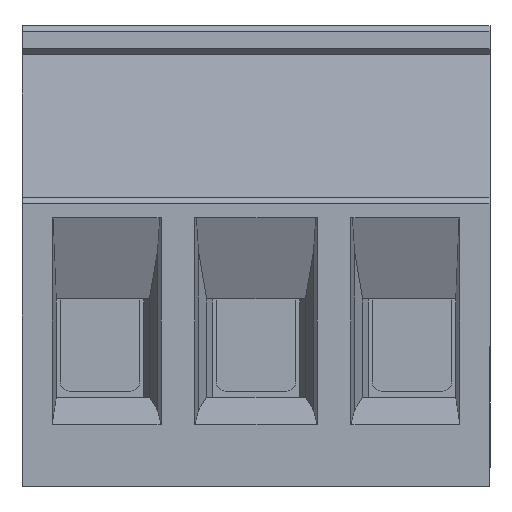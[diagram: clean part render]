
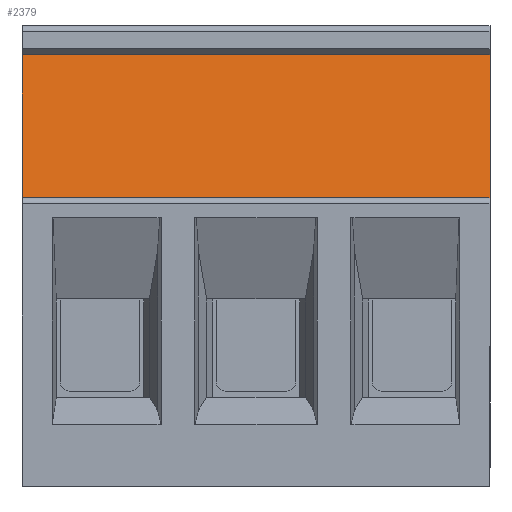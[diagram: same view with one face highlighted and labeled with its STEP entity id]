
A CAD part, front view. The second image highlights one B-rep face of the part: STEP entity #2379.
In plain terms, the highlighted planar face has unit normal (0, -0.985, 0.174).
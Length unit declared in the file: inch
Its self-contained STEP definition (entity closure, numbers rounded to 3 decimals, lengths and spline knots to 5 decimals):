
#15 = VECTOR ( 'NONE', #4778, 39.37008 ) ;
#85 = LINE ( 'NONE', #2519, #4466 ) ;
#303 = EDGE_CURVE ( 'NONE', #6330, #4451, #2801, .T. ) ;
#410 = CARTESIAN_POINT ( 'NONE',  ( 0., 0.01181, 0.37008 ) ) ;
#438 = VECTOR ( 'NONE', #830, 39.37008 ) ;
#544 = ORIENTED_EDGE ( 'NONE', *, *, #2345, .T. ) ;
#830 = DIRECTION ( 'NONE',  ( 0., 0.174, 0.985 ) ) ;
#998 = VERTEX_POINT ( 'NONE', #410 ) ;
#1014 = DIRECTION ( 'NONE',  ( 0., -0.985, 0.174 ) ) ;
#1253 = VECTOR ( 'NONE', #5045, 39.37008 ) ;
#1685 = CARTESIAN_POINT ( 'NONE',  ( 0., 0.04411, 0.55328 ) ) ;
#1739 = VERTEX_POINT ( 'NONE', #2750 ) ;
#1816 = ORIENTED_EDGE ( 'NONE', *, *, #3296, .T. ) ;
#2345 = EDGE_CURVE ( 'NONE', #4451, #998, #3561, .T. ) ;
#2379 = ADVANCED_FACE ( 'NONE', ( #3042 ), #3461, .T. ) ;
#2519 = CARTESIAN_POINT ( 'NONE',  ( 0.3, 0.01181, 0.37008 ) ) ;
#2750 = CARTESIAN_POINT ( 'NONE',  ( 0.6, 0.01181, 0.37008 ) ) ;
#2801 = LINE ( 'NONE', #4879, #15 ) ;
#2823 = ORIENTED_EDGE ( 'NONE', *, *, #5969, .T. ) ;
#2974 = DIRECTION ( 'NONE',  ( 0., 0.174, 0.985 ) ) ;
#3042 = FACE_OUTER_BOUND ( 'NONE', #5819, .T. ) ;
#3296 = EDGE_CURVE ( 'NONE', #998, #1739, #85, .T. ) ;
#3399 = CARTESIAN_POINT ( 'NONE',  ( 0.6, 0.04411, 0.55328 ) ) ;
#3461 = PLANE ( 'NONE',  #4345 ) ;
#3561 = LINE ( 'NONE', #3907, #1253 ) ;
#3672 = CARTESIAN_POINT ( 'NONE',  ( 0.6, 0.01181, 0.37008 ) ) ;
#3907 = CARTESIAN_POINT ( 'NONE',  ( 0., 0.04411, 0.55328 ) ) ;
#4218 = LINE ( 'NONE', #3672, #438 ) ;
#4345 = AXIS2_PLACEMENT_3D ( 'NONE', #5017, #1014, #2974 ) ;
#4451 = VERTEX_POINT ( 'NONE', #1685 ) ;
#4466 = VECTOR ( 'NONE', #4516, 39.37008 ) ;
#4516 = DIRECTION ( 'NONE',  ( 1., 0., 0. ) ) ;
#4778 = DIRECTION ( 'NONE',  ( -1., 0., 0. ) ) ;
#4879 = CARTESIAN_POINT ( 'NONE',  ( 0.3, 0.04411, 0.55328 ) ) ;
#5017 = CARTESIAN_POINT ( 'NONE',  ( 0.3, 0.04411, 0.55328 ) ) ;
#5045 = DIRECTION ( 'NONE',  ( 0., -0.174, -0.985 ) ) ;
#5158 = ORIENTED_EDGE ( 'NONE', *, *, #303, .T. ) ;
#5819 = EDGE_LOOP ( 'NONE', ( #1816, #2823, #5158, #544 ) ) ;
#5969 = EDGE_CURVE ( 'NONE', #1739, #6330, #4218, .T. ) ;
#6330 = VERTEX_POINT ( 'NONE', #3399 ) ;
